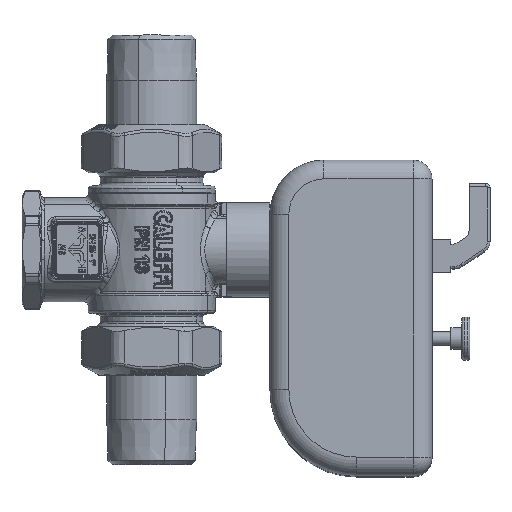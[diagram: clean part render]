
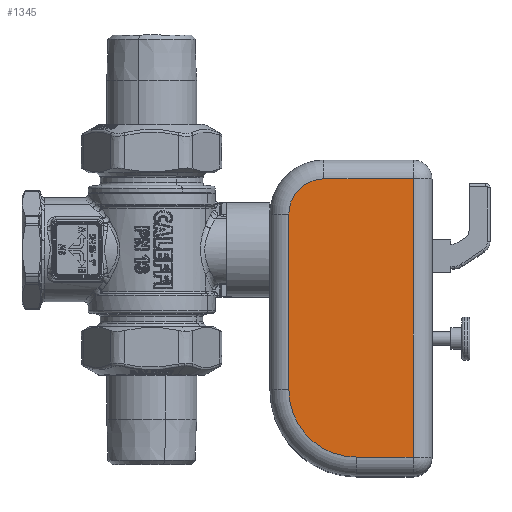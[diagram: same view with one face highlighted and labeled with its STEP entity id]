
A CAD part, top view. The second image highlights one B-rep face of the part: STEP entity #1345.
In plain terms, the highlighted planar face has unit normal (0, 0.004, 1).
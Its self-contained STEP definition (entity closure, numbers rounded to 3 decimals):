
#1061=CARTESIAN_POINT('Vertex',(96.796,26.194,33.886)) ;
#1064=CARTESIAN_POINT('Line Origine',(96.796,-25.305,34.111)) ;
#1068=CARTESIAN_POINT('Vertex',(96.796,-76.805,34.335)) ;
#1299=CARTESIAN_POINT('Axis2P3D Location',(43.796,33.194,33.855)) ;
#1304=CARTESIAN_POINT('Line Origine',(80.296,26.194,33.886)) ;
#1308=CARTESIAN_POINT('Vertex',(63.796,26.194,33.886)) ;
#1311=CARTESIAN_POINT('Axis2P3D Location',(63.796,13.195,33.943)) ;
#1315=CARTESIAN_POINT('Vertex',(50.796,13.195,33.943)) ;
#1318=CARTESIAN_POINT('Line Origine',(50.796,-19.305,34.085)) ;
#1322=CARTESIAN_POINT('Vertex',(50.796,-51.805,34.226)) ;
#1325=CARTESIAN_POINT('Axis2P3D Location',(75.796,-51.805,34.226)) ;
#1329=CARTESIAN_POINT('Vertex',(75.796,-76.805,34.335)) ;
#1332=CARTESIAN_POINT('Line Origine',(86.296,-76.805,34.335)) ;
#1066=VECTOR('Line Direction',#1065,1.) ;
#1306=VECTOR('Line Direction',#1305,1.) ;
#1320=VECTOR('Line Direction',#1319,1.) ;
#1334=VECTOR('Line Direction',#1333,1.) ;
#1065=DIRECTION('Vector Direction',(0.,-1.,0.004)) ;
#1300=DIRECTION('Axis2P3D Direction',(0.,-0.004,-1.)) ;
#1301=DIRECTION('Axis2P3D XDirection',(0.,1.,-0.004)) ;
#1305=DIRECTION('Vector Direction',(-1.,0.,0.)) ;
#1312=DIRECTION('Axis2P3D Direction',(0.,-0.004,-1.)) ;
#1319=DIRECTION('Vector Direction',(0.,1.,-0.004)) ;
#1326=DIRECTION('Axis2P3D Direction',(0.,-0.004,-1.)) ;
#1333=DIRECTION('Vector Direction',(1.,0.,0.)) ;
#1302=AXIS2_PLACEMENT_3D('Plane Axis2P3D',#1299,#1300,#1301) ;
#1313=AXIS2_PLACEMENT_3D('Circle Axis2P3D',#1311,#1312,$) ;
#1327=AXIS2_PLACEMENT_3D('Circle Axis2P3D',#1325,#1326,$) ;
#1067=LINE('Line',#1064,#1066) ;
#1307=LINE('Line',#1304,#1306) ;
#1321=LINE('Line',#1318,#1320) ;
#1335=LINE('Line',#1332,#1334) ;
#1314=CIRCLE('generated circle',#1313,13.) ;
#1328=CIRCLE('generated circle',#1327,25.) ;
#1303=PLANE('',#1302) ;
#1070=EDGE_CURVE('',#1062,#1069,#1067,.T.) ;
#1310=EDGE_CURVE('',#1309,#1062,#1307,.F.) ;
#1317=EDGE_CURVE('',#1316,#1309,#1314,.T.) ;
#1324=EDGE_CURVE('',#1323,#1316,#1321,.T.) ;
#1331=EDGE_CURVE('',#1330,#1323,#1328,.T.) ;
#1336=EDGE_CURVE('',#1069,#1330,#1335,.F.) ;
#1338=ORIENTED_EDGE('',*,*,#1310,.F.) ;
#1339=ORIENTED_EDGE('',*,*,#1317,.F.) ;
#1340=ORIENTED_EDGE('',*,*,#1324,.F.) ;
#1341=ORIENTED_EDGE('',*,*,#1331,.F.) ;
#1342=ORIENTED_EDGE('',*,*,#1336,.F.) ;
#1343=ORIENTED_EDGE('',*,*,#1070,.F.) ;
#1337=EDGE_LOOP('',(#1338,#1339,#1340,#1341,#1342,#1343)) ;
#1062=VERTEX_POINT('',#1061) ;
#1069=VERTEX_POINT('',#1068) ;
#1309=VERTEX_POINT('',#1308) ;
#1316=VERTEX_POINT('',#1315) ;
#1323=VERTEX_POINT('',#1322) ;
#1330=VERTEX_POINT('',#1329) ;
#1345=ADVANCED_FACE('PartBody',(#1344),#1303,.F.) ;
#1344=FACE_OUTER_BOUND('',#1337,.T.) ;
